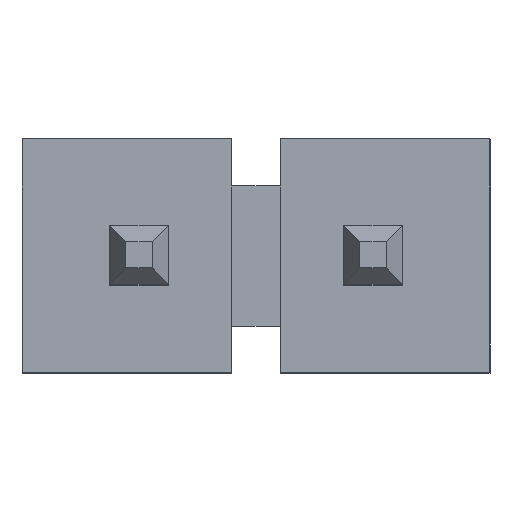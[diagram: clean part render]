
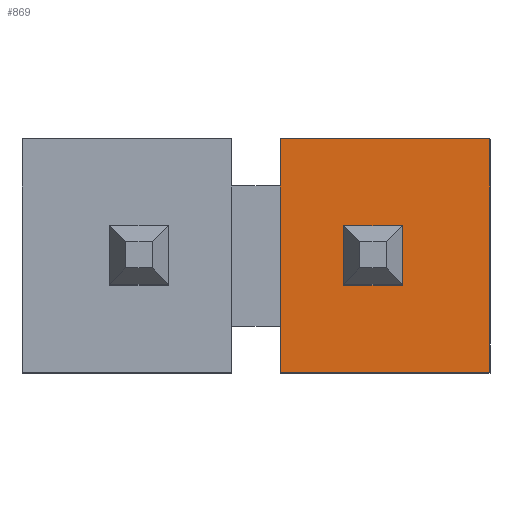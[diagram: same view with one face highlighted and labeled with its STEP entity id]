
A CAD part, top view. The second image highlights one B-rep face of the part: STEP entity #869.
In plain terms, the highlighted free-form (B-spline) face has degree [1, 1] with [2, 2] control points.
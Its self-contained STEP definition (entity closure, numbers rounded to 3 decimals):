
#766=CARTESIAN_POINT('',(3.81,1.27,2.54));
#767=VERTEX_POINT('',#766);
#774=CARTESIAN_POINT('',(3.81,-1.27,2.54));
#775=VERTEX_POINT('',#774);
#776=CARTESIAN_POINT('',(3.81,-1.27,2.54));
#777=DIRECTION('',(0.0,1.0,0.0));
#778=VECTOR('',#777,2.54);
#779=LINE('',#776,#778);
#780=EDGE_CURVE('',#775,#767,#779,.T.);
#806=CARTESIAN_POINT('',(1.533,-1.27,2.54));
#807=VERTEX_POINT('',#806);
#814=CARTESIAN_POINT('',(1.533,1.27,2.54));
#815=VERTEX_POINT('',#814);
#816=CARTESIAN_POINT('',(1.533,1.27,2.54));
#817=DIRECTION('',(0.0,-1.0,0.0));
#818=VECTOR('',#817,2.54);
#819=LINE('',#816,#818);
#820=EDGE_CURVE('',#815,#807,#819,.T.);
#836=CARTESIAN_POINT('',(3.81,1.27,2.54));
#837=DIRECTION('',(-1.0,0.0,0.0));
#838=VECTOR('',#837,2.277);
#839=LINE('',#836,#838);
#840=EDGE_CURVE('',#767,#815,#839,.T.);
#853=CARTESIAN_POINT('',(3.81,-1.27,2.54));
#854=CARTESIAN_POINT('',(1.533,-1.27,2.54));
#855=CARTESIAN_POINT('',(3.81,1.27,2.54));
#856=CARTESIAN_POINT('',(1.533,1.27,2.54));
#857=B_SPLINE_SURFACE_WITH_KNOTS('',1,1,((#853,#855),(#854,#856)),.UNSPECIFIED.,.F.,.F.,.U.,(2,2),(2,2),(0.0,2.277),(0.0,2.54),.UNSPECIFIED.);
#858=CARTESIAN_POINT('',(3.81,-1.27,2.54));
#859=DIRECTION('',(-1.0,0.0,0.0));
#860=VECTOR('',#859,2.277);
#861=LINE('',#858,#860);
#862=EDGE_CURVE('',#775,#807,#861,.T.);
#863=ORIENTED_EDGE('',*,*,#862,.F.);
#864=ORIENTED_EDGE('',*,*,#780,.T.);
#865=ORIENTED_EDGE('',*,*,#840,.T.);
#866=ORIENTED_EDGE('',*,*,#820,.T.);
#867=EDGE_LOOP('',(#863,#864,#865,#866));
#868=FACE_OUTER_BOUND('',#867,.T.);
#869=ADVANCED_FACE('',(#868),#857,.F.);
